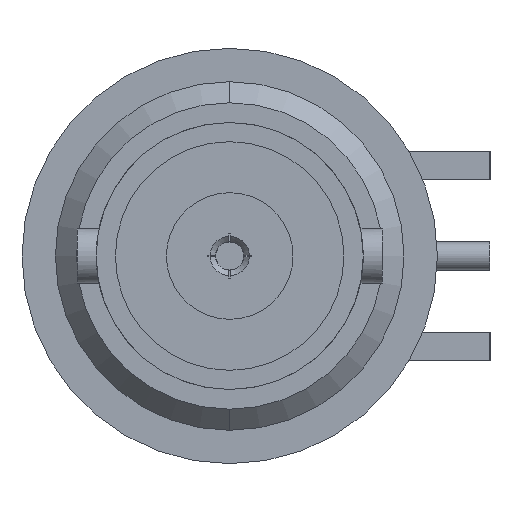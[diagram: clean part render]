
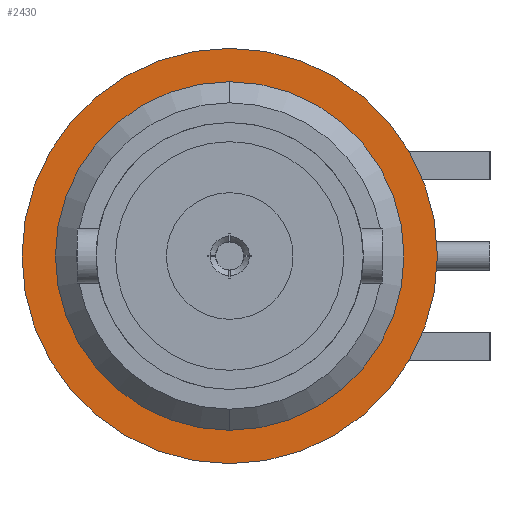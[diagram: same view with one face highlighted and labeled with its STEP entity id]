
A CAD part, left-side view. The second image highlights one B-rep face of the part: STEP entity #2430.
In plain terms, the highlighted planar face has unit normal (-1, 0, 0).
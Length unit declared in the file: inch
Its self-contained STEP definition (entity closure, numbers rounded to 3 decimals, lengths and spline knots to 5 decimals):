
#16 = EDGE_CURVE ( 'NONE', #350, #1343, #2771, .T. ) ;
#350 = VERTEX_POINT ( 'NONE', #3521 ) ;
#441 = EDGE_CURVE ( 'NONE', #939, #3536, #3344, .T. ) ;
#598 = ORIENTED_EDGE ( 'NONE', *, *, #4188, .T. ) ;
#626 = ORIENTED_EDGE ( 'NONE', *, *, #441, .T. ) ;
#679 = CARTESIAN_POINT ( 'NONE',  ( 0.77165, 0., 0. ) ) ;
#741 = CARTESIAN_POINT ( 'NONE',  ( 0.77165, 0.18979, 0. ) ) ;
#929 = DIRECTION ( 'NONE',  ( -1., 0., 0. ) ) ;
#939 = VERTEX_POINT ( 'NONE', #3455 ) ;
#1131 = CARTESIAN_POINT ( 'NONE',  ( 0.77165, 0., 0. ) ) ;
#1337 = EDGE_LOOP ( 'NONE', ( #2513, #1978 ) ) ;
#1343 = VERTEX_POINT ( 'NONE', #3840 ) ;
#1725 = CIRCLE ( 'NONE', #4003, 0.24768 ) ;
#1892 = DIRECTION ( 'NONE',  ( 0., 0., -1. ) ) ;
#1978 = ORIENTED_EDGE ( 'NONE', *, *, #4050, .T. ) ;
#2013 = PLANE ( 'NONE',  #2887 ) ;
#2014 = CIRCLE ( 'NONE', #3784, 0.29528 ) ;
#2062 = FACE_BOUND ( 'NONE', #2474, .T. ) ;
#2109 = DIRECTION ( 'NONE',  ( 0., 0., -1. ) ) ;
#2131 = DIRECTION ( 'NONE',  ( 0., 0., -1. ) ) ;
#2250 = CARTESIAN_POINT ( 'NONE',  ( 0.77165, 0., 0. ) ) ;
#2430 = ADVANCED_FACE ( 'NONE', ( #3700, #2062 ), #2013, .F. ) ;
#2474 = EDGE_LOOP ( 'NONE', ( #626, #598 ) ) ;
#2513 = ORIENTED_EDGE ( 'NONE', *, *, #16, .T. ) ;
#2734 = DIRECTION ( 'NONE',  ( 1., 0., 0. ) ) ;
#2771 = CIRCLE ( 'NONE', #2982, 0.29528 ) ;
#2887 = AXIS2_PLACEMENT_3D ( 'NONE', #741, #2734, #2109 ) ;
#2934 = DIRECTION ( 'NONE',  ( -1., 0., 0. ) ) ;
#2982 = AXIS2_PLACEMENT_3D ( 'NONE', #2250, #2934, #4283 ) ;
#3202 = DIRECTION ( 'NONE',  ( 0., 0., -1. ) ) ;
#3344 = CIRCLE ( 'NONE', #3832, 0.24768 ) ;
#3455 = CARTESIAN_POINT ( 'NONE',  ( 0.77165, 0., -0.24768 ) ) ;
#3521 = CARTESIAN_POINT ( 'NONE',  ( 0.77165, 0., 0.29528 ) ) ;
#3536 = VERTEX_POINT ( 'NONE', #3633 ) ;
#3539 = DIRECTION ( 'NONE',  ( 1., 0., 0. ) ) ;
#3633 = CARTESIAN_POINT ( 'NONE',  ( 0.77165, 0., 0.24768 ) ) ;
#3645 = CARTESIAN_POINT ( 'NONE',  ( 0.77165, 0., 0. ) ) ;
#3700 = FACE_OUTER_BOUND ( 'NONE', #1337, .T. ) ;
#3784 = AXIS2_PLACEMENT_3D ( 'NONE', #3645, #929, #1892 ) ;
#3815 = DIRECTION ( 'NONE',  ( 1., 0., 0. ) ) ;
#3832 = AXIS2_PLACEMENT_3D ( 'NONE', #679, #3815, #2131 ) ;
#3840 = CARTESIAN_POINT ( 'NONE',  ( 0.77165, 0., -0.29528 ) ) ;
#4003 = AXIS2_PLACEMENT_3D ( 'NONE', #1131, #3539, #3202 ) ;
#4050 = EDGE_CURVE ( 'NONE', #1343, #350, #2014, .T. ) ;
#4188 = EDGE_CURVE ( 'NONE', #3536, #939, #1725, .T. ) ;
#4283 = DIRECTION ( 'NONE',  ( 0., 0., -1. ) ) ;
